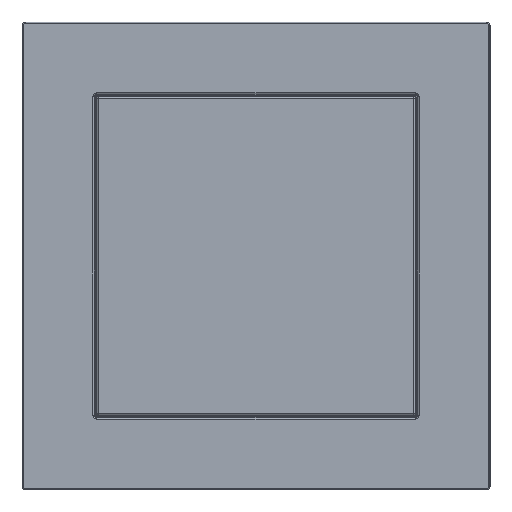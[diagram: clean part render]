
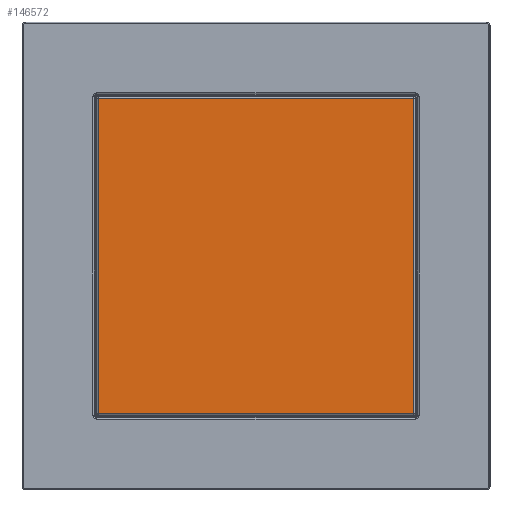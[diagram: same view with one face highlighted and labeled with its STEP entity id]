
A CAD part, top view. The second image highlights one B-rep face of the part: STEP entity #146572.
In plain terms, the highlighted face is planar.
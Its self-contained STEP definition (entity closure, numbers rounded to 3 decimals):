
#134291=DIRECTION('',(1.,0.,0.));
#134292=VECTOR('',#134291,54.881);
#134293=CARTESIAN_POINT('',(-27.44,6.2,27.44));
#134294=LINE('2024',#134293,#134292);
#134298=DIRECTION('',(0.,0.,1.));
#134299=VECTOR('',#134298,54.881);
#134300=CARTESIAN_POINT('',(-27.44,6.2,-27.44));
#134301=LINE('2027',#134300,#134299);
#134305=DIRECTION('',(-1.,0.,0.));
#134306=VECTOR('',#134305,54.881);
#134307=CARTESIAN_POINT('',(27.44,6.2,-27.44));
#134308=LINE('2032',#134307,#134306);
#134312=DIRECTION('',(0.,0.,-1.));
#134313=VECTOR('',#134312,54.881);
#134314=CARTESIAN_POINT('',(27.44,6.2,27.44));
#134315=LINE('2036',#134314,#134313);
#141840=CARTESIAN_POINT('',(-27.44,6.2,27.44));
#141841=CARTESIAN_POINT('',(27.44,6.2,27.44));
#141842=VERTEX_POINT('',#141840);
#141843=VERTEX_POINT('',#141841);
#141850=CARTESIAN_POINT('',(-27.44,6.2,-27.44));
#141851=VERTEX_POINT('',#141850);
#141862=CARTESIAN_POINT('',(27.44,6.2,-27.44));
#141863=VERTEX_POINT('',#141862);
#146559=CARTESIAN_POINT('',(0.,6.2,0.));
#146560=DIRECTION('',(0.,1.,0.));
#146561=DIRECTION('',(0.,0.,-1.));
#146562=AXIS2_PLACEMENT_3D('',#146559,#146560,#146561);
#146563=PLANE('1910',#146562);
#146564=ORIENTED_EDGE('2024',*,*,#146503,.F.);
#146565=ORIENTED_EDGE('2027',*,*,#146542,.F.);
#146567=ORIENTED_EDGE('2032',*,*,#146566,.F.);
#146569=ORIENTED_EDGE('2036',*,*,#146568,.F.);
#146570=EDGE_LOOP('1910',(#146564,#146565,#146567,#146569));
#146571=FACE_OUTER_BOUND('1910',#146570,.F.);
#146572=ADVANCED_FACE('1910',(#146571),#146563,.T.);
#146503=EDGE_CURVE('2024',#141842,#141843,#134294,.T.);
#146542=EDGE_CURVE('2027',#141851,#141842,#134301,.T.);
#146566=EDGE_CURVE('2032',#141863,#141851,#134308,.T.);
#146568=EDGE_CURVE('2036',#141843,#141863,#134315,.T.);
